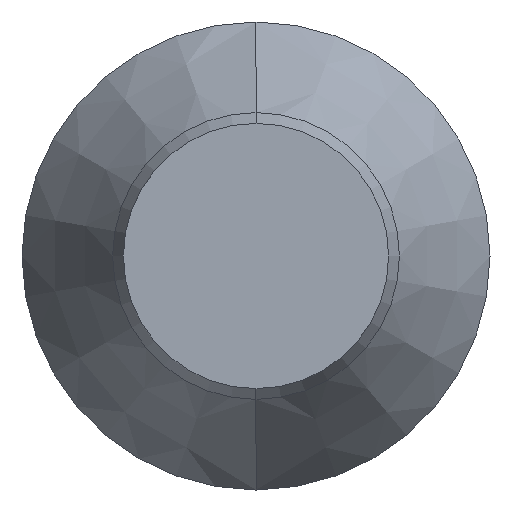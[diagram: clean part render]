
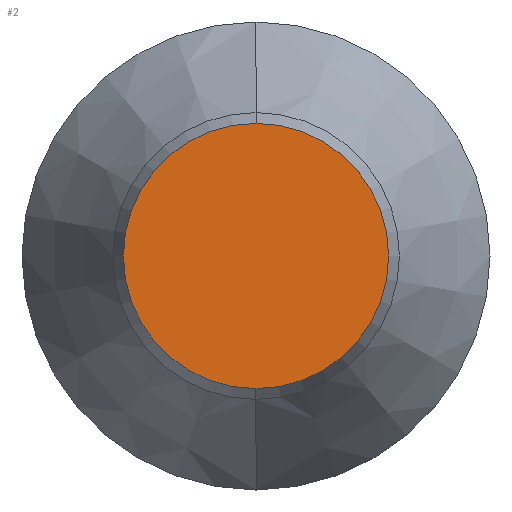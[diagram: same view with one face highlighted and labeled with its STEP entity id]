
A CAD part, left-side view. The second image highlights one B-rep face of the part: STEP entity #2.
In plain terms, the highlighted planar face has unit normal (-1, 0, 0).
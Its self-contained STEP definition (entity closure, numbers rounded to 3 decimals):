
#2 = ADVANCED_FACE ( 'NONE', ( #683 ), #888, .F. ) ;
#146 = CARTESIAN_POINT ( 'NONE',  ( -0.5, 2.5, 0. ) ) ;
#169 = DIRECTION ( 'NONE',  ( 0., 0., 1. ) ) ;
#172 = DIRECTION ( 'NONE',  ( -1., 0., 0. ) ) ;
#183 = DIRECTION ( 'NONE',  ( 0., 0., -1. ) ) ;
#187 = CARTESIAN_POINT ( 'NONE',  ( -0.5, 0., 0. ) ) ;
#205 = CARTESIAN_POINT ( 'NONE',  ( -0.5, 0., 8.5 ) ) ;
#217 = AXIS2_PLACEMENT_3D ( 'NONE', #877, #240, #1028 ) ;
#240 = DIRECTION ( 'NONE',  ( -1., 0., 0. ) ) ;
#309 = VERTEX_POINT ( 'NONE', #1139 ) ;
#314 = DIRECTION ( 'NONE',  ( 1., 0., 0. ) ) ;
#326 = ORIENTED_EDGE ( 'NONE', *, *, #788, .T. ) ;
#683 = FACE_OUTER_BOUND ( 'NONE', #1025, .T. ) ;
#723 = ORIENTED_EDGE ( 'NONE', *, *, #1133, .T. ) ;
#788 = EDGE_CURVE ( 'NONE', #791, #309, #965, .T. ) ;
#791 = VERTEX_POINT ( 'NONE', #205 ) ;
#859 = AXIS2_PLACEMENT_3D ( 'NONE', #146, #314, #183 ) ;
#877 = CARTESIAN_POINT ( 'NONE',  ( -0.5, 0., 0. ) ) ;
#888 = PLANE ( 'NONE',  #859 ) ;
#965 = CIRCLE ( 'NONE', #1198, 8.5 ) ;
#1025 = EDGE_LOOP ( 'NONE', ( #326, #723 ) ) ;
#1028 = DIRECTION ( 'NONE',  ( 0., 0., 1. ) ) ;
#1133 = EDGE_CURVE ( 'NONE', #309, #791, #1202, .T. ) ;
#1139 = CARTESIAN_POINT ( 'NONE',  ( -0.5, 0., -8.5 ) ) ;
#1198 = AXIS2_PLACEMENT_3D ( 'NONE', #187, #172, #169 ) ;
#1202 = CIRCLE ( 'NONE', #217, 8.5 ) ;
